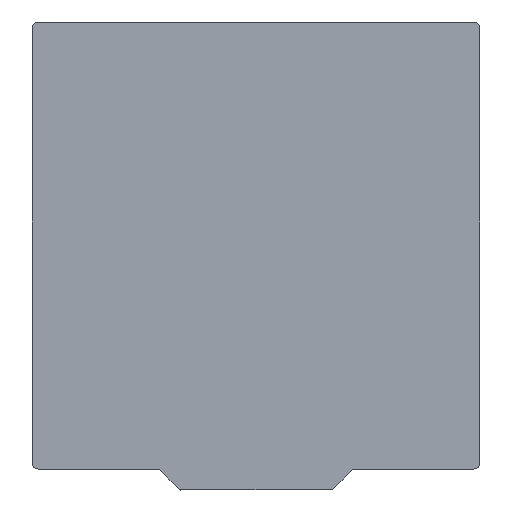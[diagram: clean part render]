
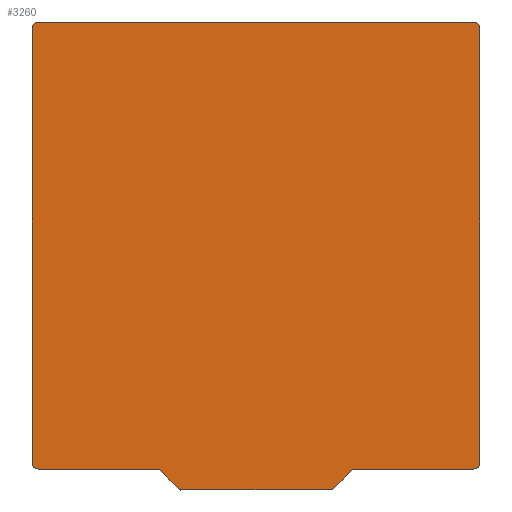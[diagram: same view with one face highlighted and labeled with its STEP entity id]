
A CAD part, top view. The second image highlights one B-rep face of the part: STEP entity #3260.
In plain terms, the highlighted face is planar.
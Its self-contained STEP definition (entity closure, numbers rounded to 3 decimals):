
#242=CIRCLE('',#3544,1.);
#244=CIRCLE('',#3548,1.);
#245=CIRCLE('',#3549,3.);
#246=CIRCLE('',#3550,3.);
#247=CIRCLE('',#3551,3.);
#248=CIRCLE('',#3552,3.);
#249=CIRCLE('',#3553,1.);
#250=CIRCLE('',#3554,1.);
#411=FACE_OUTER_BOUND('',#645,.T.);
#645=EDGE_LOOP('',(#2865,#2866,#2867,#2868,#2869,#2870,#2871,#2872,#2873,
#2874,#2875,#2876,#2877,#2878,#2879,#2880));
#970=LINE('',#5287,#1315);
#973=LINE('',#5293,#1318);
#974=LINE('',#5297,#1319);
#975=LINE('',#5301,#1320);
#976=LINE('',#5305,#1321);
#977=LINE('',#5309,#1322);
#978=LINE('',#5313,#1323);
#979=LINE('',#5317,#1324);
#1315=VECTOR('',#4354,10.);
#1318=VECTOR('',#4359,10.);
#1319=VECTOR('',#4362,10.);
#1320=VECTOR('',#4365,10.);
#1321=VECTOR('',#4368,10.);
#1322=VECTOR('',#4371,10.);
#1323=VECTOR('',#4374,10.);
#1324=VECTOR('',#4377,10.);
#1615=VERTEX_POINT('',#5277);
#1616=VERTEX_POINT('',#5278);
#1619=VERTEX_POINT('',#5286);
#1621=VERTEX_POINT('',#5292);
#1622=VERTEX_POINT('',#5294);
#1623=VERTEX_POINT('',#5296);
#1624=VERTEX_POINT('',#5298);
#1625=VERTEX_POINT('',#5300);
#1626=VERTEX_POINT('',#5302);
#1627=VERTEX_POINT('',#5304);
#1628=VERTEX_POINT('',#5306);
#1629=VERTEX_POINT('',#5308);
#1630=VERTEX_POINT('',#5310);
#1631=VERTEX_POINT('',#5312);
#1632=VERTEX_POINT('',#5314);
#1633=VERTEX_POINT('',#5316);
#2037=EDGE_CURVE('',#1615,#1616,#242,.T.);
#2041=EDGE_CURVE('',#1619,#1616,#970,.T.);
#2044=EDGE_CURVE('',#1621,#1615,#973,.T.);
#2045=EDGE_CURVE('',#1622,#1621,#244,.T.);
#2046=EDGE_CURVE('',#1622,#1623,#974,.T.);
#2047=EDGE_CURVE('',#1623,#1624,#245,.T.);
#2048=EDGE_CURVE('',#1624,#1625,#975,.T.);
#2049=EDGE_CURVE('',#1625,#1626,#246,.T.);
#2050=EDGE_CURVE('',#1626,#1627,#976,.T.);
#2051=EDGE_CURVE('',#1627,#1628,#247,.T.);
#2052=EDGE_CURVE('',#1628,#1629,#977,.T.);
#2053=EDGE_CURVE('',#1629,#1630,#248,.T.);
#2054=EDGE_CURVE('',#1630,#1631,#978,.T.);
#2055=EDGE_CURVE('',#1632,#1631,#249,.T.);
#2056=EDGE_CURVE('',#1633,#1632,#979,.T.);
#2057=EDGE_CURVE('',#1619,#1633,#250,.T.);
#2865=ORIENTED_EDGE('',*,*,#2037,.F.);
#2866=ORIENTED_EDGE('',*,*,#2044,.F.);
#2867=ORIENTED_EDGE('',*,*,#2045,.F.);
#2868=ORIENTED_EDGE('',*,*,#2046,.T.);
#2869=ORIENTED_EDGE('',*,*,#2047,.T.);
#2870=ORIENTED_EDGE('',*,*,#2048,.T.);
#2871=ORIENTED_EDGE('',*,*,#2049,.T.);
#2872=ORIENTED_EDGE('',*,*,#2050,.T.);
#2873=ORIENTED_EDGE('',*,*,#2051,.T.);
#2874=ORIENTED_EDGE('',*,*,#2052,.T.);
#2875=ORIENTED_EDGE('',*,*,#2053,.T.);
#2876=ORIENTED_EDGE('',*,*,#2054,.T.);
#2877=ORIENTED_EDGE('',*,*,#2055,.F.);
#2878=ORIENTED_EDGE('',*,*,#2056,.F.);
#2879=ORIENTED_EDGE('',*,*,#2057,.F.);
#2880=ORIENTED_EDGE('',*,*,#2041,.T.);
#3100=PLANE('',#3547);
#3260=ADVANCED_FACE('',(#411),#3100,.T.);
#3544=AXIS2_PLACEMENT_3D('',#5279,#4346,#4347);
#3547=AXIS2_PLACEMENT_3D('',#5291,#4357,#4358);
#3548=AXIS2_PLACEMENT_3D('',#5295,#4360,#4361);
#3549=AXIS2_PLACEMENT_3D('',#5299,#4363,#4364);
#3550=AXIS2_PLACEMENT_3D('',#5303,#4366,#4367);
#3551=AXIS2_PLACEMENT_3D('',#5307,#4369,#4370);
#3552=AXIS2_PLACEMENT_3D('',#5311,#4372,#4373);
#3553=AXIS2_PLACEMENT_3D('',#5315,#4375,#4376);
#3554=AXIS2_PLACEMENT_3D('',#5318,#4378,#4379);
#4346=DIRECTION('center_axis',(0.,-1.,0.));
#4347=DIRECTION('ref_axis',(0.383,0.,0.924));
#4354=DIRECTION('',(1.,0.,0.));
#4357=DIRECTION('center_axis',(0.,1.,0.));
#4358=DIRECTION('ref_axis',(-1.,0.,0.));
#4359=DIRECTION('',(-0.707,0.,0.707));
#4360=DIRECTION('center_axis',(0.,1.,0.));
#4361=DIRECTION('ref_axis',(-0.383,0.,-0.924));
#4362=DIRECTION('',(1.,0.,0.));
#4363=DIRECTION('center_axis',(0.,1.,0.));
#4364=DIRECTION('ref_axis',(0.,0.,
1.));
#4365=DIRECTION('',(0.,0.,-1.));
#4366=DIRECTION('center_axis',(0.,1.,0.));
#4367=DIRECTION('ref_axis',(1.,0.,0.));
#4368=DIRECTION('',(-1.,0.,0.));
#4369=DIRECTION('center_axis',(0.,1.,0.));
#4370=DIRECTION('ref_axis',(0.,0.,-1.));
#4371=DIRECTION('',(0.,0.,1.));
#4372=DIRECTION('center_axis',(0.,1.,0.));
#4373=DIRECTION('ref_axis',(-1.,0.,0.));
#4374=DIRECTION('',(1.,0.,0.));
#4375=DIRECTION('center_axis',(0.,1.,0.));
#4376=DIRECTION('ref_axis',(0.383,0.,-0.924));
#4377=DIRECTION('',(-0.707,0.,-0.707));
#4378=DIRECTION('center_axis',(0.,-1.,0.));
#4379=DIRECTION('ref_axis',(-0.383,0.,0.924));
#5277=CARTESIAN_POINT('',(-339.476,-92.618,698.089));
#5278=CARTESIAN_POINT('',(-340.183,-92.618,698.381));
#5279=CARTESIAN_POINT('Origin',(-340.183,-92.618,697.381));
#5286=CARTESIAN_POINT('',(-419.355,-92.618,698.381));
#5287=CARTESIAN_POINT('',(-419.769,-92.618,698.381));
#5291=CARTESIAN_POINT('Origin',(-379.769,-92.618,575.381));
#5292=CARTESIAN_POINT('',(-329.062,-92.618,687.674));
#5293=CARTESIAN_POINT('',(-316.269,-92.618,674.881));
#5294=CARTESIAN_POINT('',(-328.355,-92.618,687.381));
#5295=CARTESIAN_POINT('Origin',(-328.355,-92.618,688.381));
#5296=CARTESIAN_POINT('',(-265.269,-92.618,687.381));
#5297=CARTESIAN_POINT('',(-497.269,-92.618,687.381));
#5298=CARTESIAN_POINT('',(-262.269,-92.618,684.381));
#5299=CARTESIAN_POINT('Origin',(-265.269,-92.618,684.381));
#5300=CARTESIAN_POINT('',(-262.269,-92.618,455.381));
#5301=CARTESIAN_POINT('',(-262.269,-92.618,687.381));
#5302=CARTESIAN_POINT('',(-265.269,-92.618,452.381));
#5303=CARTESIAN_POINT('Origin',(-265.269,-92.618,455.381));
#5304=CARTESIAN_POINT('',(-494.269,-92.618,452.381));
#5305=CARTESIAN_POINT('',(-262.269,-92.618,452.381));
#5306=CARTESIAN_POINT('',(-497.269,-92.618,455.381));
#5307=CARTESIAN_POINT('Origin',(-494.269,-92.618,455.381));
#5308=CARTESIAN_POINT('',(-497.269,-92.618,684.381));
#5309=CARTESIAN_POINT('',(-497.269,-92.618,452.381));
#5310=CARTESIAN_POINT('',(-494.269,-92.618,687.381));
#5311=CARTESIAN_POINT('Origin',(-494.269,-92.618,684.381));
#5312=CARTESIAN_POINT('',(-431.183,-92.618,687.381));
#5313=CARTESIAN_POINT('',(-497.269,-92.618,687.381));
#5314=CARTESIAN_POINT('',(-430.476,-92.618,687.674));
#5315=CARTESIAN_POINT('Origin',(-431.183,-92.618,688.381));
#5316=CARTESIAN_POINT('',(-420.062,-92.618,698.089));
#5317=CARTESIAN_POINT('',(-443.269,-92.618,674.881));
#5318=CARTESIAN_POINT('Origin',(-419.355,-92.618,697.381));
